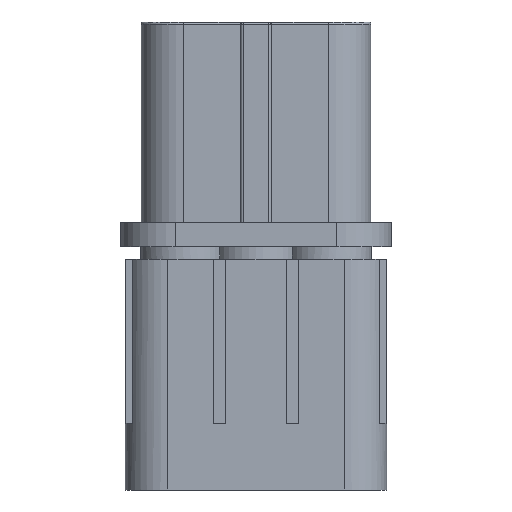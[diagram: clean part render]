
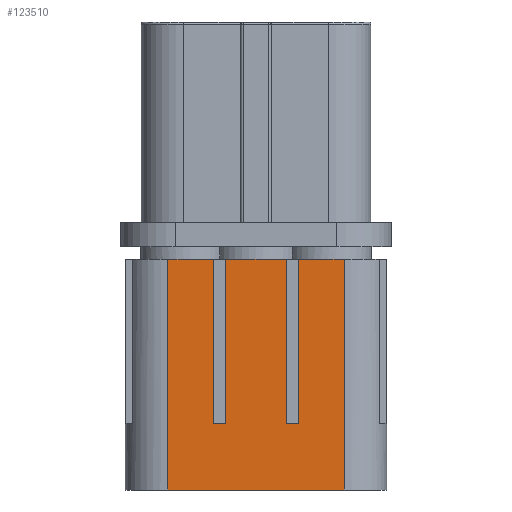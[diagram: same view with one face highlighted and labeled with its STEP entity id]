
A CAD part, front view. The second image highlights one B-rep face of the part: STEP entity #123510.
In plain terms, the highlighted planar face has unit normal (0, -1, 0).
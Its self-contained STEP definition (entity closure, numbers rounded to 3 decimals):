
#92240=CARTESIAN_POINT('',(32.514,53.075,-3.));
#92250=VERTEX_POINT('',#92240);
#92280=CARTESIAN_POINT('',(32.514,53.075,-16.5));
#92290=DIRECTION('',(0.,0.,1.));
#92300=VECTOR('',#92290,1.);
#92310=LINE('',#92280,#92300);
#92320=CARTESIAN_POINT('',(32.514,53.075,-22.));
#92330=VERTEX_POINT('',#92320);
#92340=EDGE_CURVE('',#92330,#92250,#92310,.T.);
#117020=CARTESIAN_POINT('',(31.604,53.075,-22.));
#117030=DIRECTION('',(-1.,0.,0.));
#117040=VECTOR('',#117030,1.);
#117050=LINE('',#117020,#117040);
#117060=CARTESIAN_POINT('',(47.014,53.075,-22.));
#117070=VERTEX_POINT('',#117060);
#117080=EDGE_CURVE('',#117070,#92330,#117050,.T.);
#121290=CARTESIAN_POINT('',(47.014,53.075,-16.5));
#121300=DIRECTION('',(0.,0.,-1.));
#121310=VECTOR('',#121300,1.);
#121320=LINE('',#121290,#121310);
#121330=CARTESIAN_POINT('',(47.014,53.075,-3.));
#121340=VERTEX_POINT('',#121330);
#121350=EDGE_CURVE('',#121340,#117070,#121320,.T.);
#122190=CARTESIAN_POINT('',(43.264,53.075,-3.));
#122200=VERTEX_POINT('',#122190);
#122370=CARTESIAN_POINT('',(42.264,53.075,-3.));
#122380=VERTEX_POINT('',#122370);
#122410=CARTESIAN_POINT('',(31.604,53.075,-3.));
#122420=DIRECTION('',(1.,0.,-0.));
#122430=VECTOR('',#122420,1.);
#122440=LINE('',#122410,#122430);
#122450=CARTESIAN_POINT('',(37.264,53.075,-3.));
#122460=VERTEX_POINT('',#122450);
#122470=EDGE_CURVE('',#122460,#122380,#122440,.T.);
#122690=CARTESIAN_POINT('',(36.264,53.075,-3.));
#122700=VERTEX_POINT('',#122690);
#122730=EDGE_CURVE('',#92250,#122700,#122440,.T.);
#122820=EDGE_CURVE('',#122200,#121340,#122440,.T.);
#122940=CARTESIAN_POINT('',(45.764,53.075,-19.5));
#122950=DIRECTION('',(0.,-1.,-0.));
#122960=DIRECTION('',(-1.,0.,0.));
#122970=AXIS2_PLACEMENT_3D('',#122940,#122950,#122960);
#122980=PLANE('',#122970);
#122990=ORIENTED_EDGE('',*,*,#117080,.F.);
#123000=ORIENTED_EDGE('',*,*,#92340,.F.);
#123010=ORIENTED_EDGE('',*,*,#122730,.F.);
#123020=CARTESIAN_POINT('',(36.264,53.075,-16.5));
#123030=DIRECTION('',(0.,0.,-1.));
#123040=VECTOR('',#123030,1.);
#123050=LINE('',#123020,#123040);
#123060=CARTESIAN_POINT('',(36.264,53.075,-16.5));
#123070=VERTEX_POINT('',#123060);
#123080=EDGE_CURVE('',#122700,#123070,#123050,.T.);
#123090=ORIENTED_EDGE('',*,*,#123080,.F.);
#123100=CARTESIAN_POINT('',(31.604,53.075,-16.5));
#123110=DIRECTION('',(-1.,0.,0.));
#123120=VECTOR('',#123110,1.);
#123130=LINE('',#123100,#123120);
#123140=CARTESIAN_POINT('',(37.264,53.075,-16.5));
#123150=VERTEX_POINT('',#123140);
#123160=EDGE_CURVE('',#123150,#123070,#123130,.T.);
#123170=ORIENTED_EDGE('',*,*,#123160,.T.);
#123180=CARTESIAN_POINT('',(37.264,53.075,-16.5));
#123190=DIRECTION('',(0.,0.,1.));
#123200=VECTOR('',#123190,1.);
#123210=LINE('',#123180,#123200);
#123220=EDGE_CURVE('',#123150,#122460,#123210,.T.);
#123230=ORIENTED_EDGE('',*,*,#123220,.F.);
#123240=ORIENTED_EDGE('',*,*,#122470,.F.);
#123250=CARTESIAN_POINT('',(42.264,53.075,-16.5));
#123260=DIRECTION('',(0.,0.,-1.));
#123270=VECTOR('',#123260,1.);
#123280=LINE('',#123250,#123270);
#123290=CARTESIAN_POINT('',(42.264,53.075,-16.5));
#123300=VERTEX_POINT('',#123290);
#123310=EDGE_CURVE('',#122380,#123300,#123280,.T.);
#123320=ORIENTED_EDGE('',*,*,#123310,.F.);
#123330=CARTESIAN_POINT('',(31.604,53.075,-16.5));
#123340=DIRECTION('',(-1.,0.,0.));
#123350=VECTOR('',#123340,1.);
#123360=LINE('',#123330,#123350);
#123370=CARTESIAN_POINT('',(43.264,53.075,-16.5));
#123380=VERTEX_POINT('',#123370);
#123390=EDGE_CURVE('',#123380,#123300,#123360,.T.);
#123400=ORIENTED_EDGE('',*,*,#123390,.T.);
#123410=CARTESIAN_POINT('',(43.264,53.075,-16.5));
#123420=DIRECTION('',(0.,0.,1.));
#123430=VECTOR('',#123420,1.);
#123440=LINE('',#123410,#123430);
#123450=EDGE_CURVE('',#123380,#122200,#123440,.T.);
#123460=ORIENTED_EDGE('',*,*,#123450,.F.);
#123470=ORIENTED_EDGE('',*,*,#122820,.F.);
#123480=ORIENTED_EDGE('',*,*,#121350,.F.);
#123490=EDGE_LOOP('',(#123480,#123470,#123460,#123400,#123320,#123240,
#123230,#123170,#123090,#123010,#123000,#122990));
#123500=FACE_OUTER_BOUND('',#123490,.T.);
#123510=ADVANCED_FACE('',(#123500),#122980,.T.);
